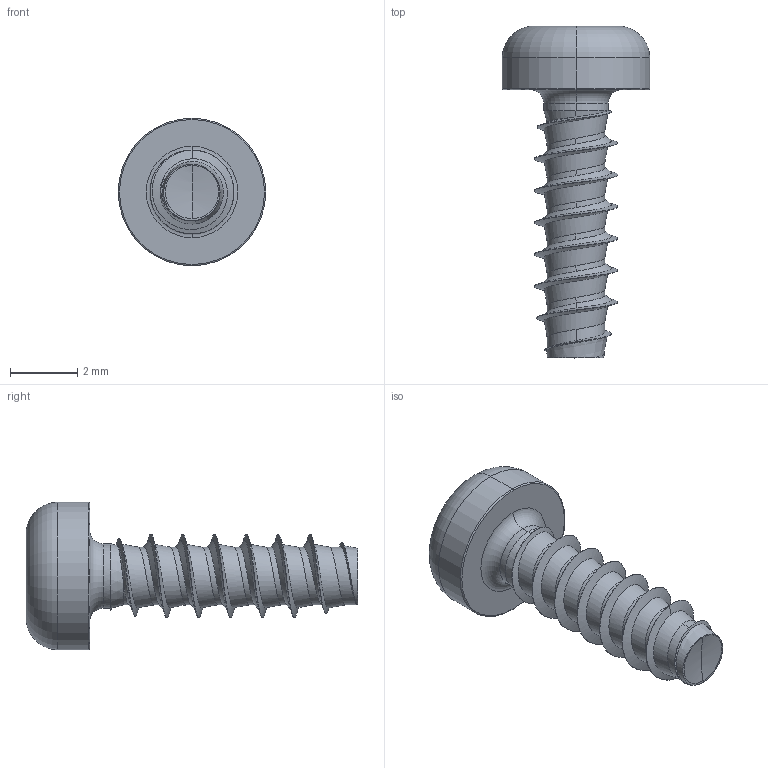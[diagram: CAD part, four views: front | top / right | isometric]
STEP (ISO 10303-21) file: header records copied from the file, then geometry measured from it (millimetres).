
FILE_DESCRIPTION (( 'STEP AP203' ), '1' );
FILE_NAME ('STP390250080.STEP', '2017-08-15T19:18:17', ( '' ), ( '' ), 'SwSTEP 2.0', 'SolidWorks 2015', '' );
FILE_SCHEMA (( 'CONFIG_CONTROL_DESIGN' ));
Length unit declared in the file: millimetre
Products named in the file (1): STP390250080
Bounding box: 4.4 x 9.9 x 4.4 mm (x, y, z)
Volume: 44.6 mm3; surface area: 126.2 mm2
Topology: 1 solids, 1 shells, 97 faces, 239 edges, 144 vertices
Faces by surface type: cylinder 41, bspline 35, cone 11, torus 6, sphere 2, plane 2
Entity records: 13522 total; most frequent: CARTESIAN_POINT 11519, ORIENTED_EDGE 474, DIRECTION 300, EDGE_CURVE 237, VERTEX_POINT 144, AXIS2_PLACEMENT_3D 122, B_SPLINE_CURVE_WITH_KNOTS 107, EDGE_LOOP 99
